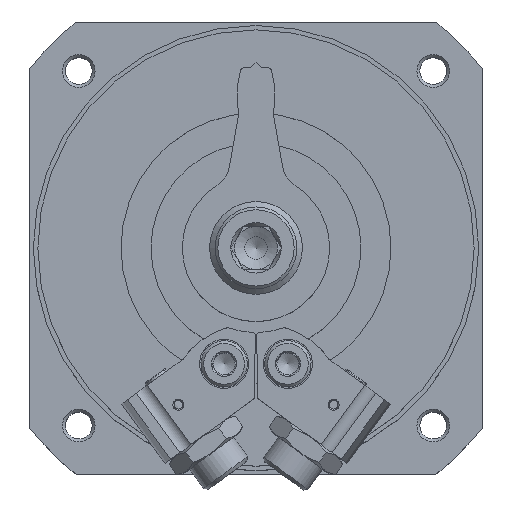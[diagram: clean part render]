
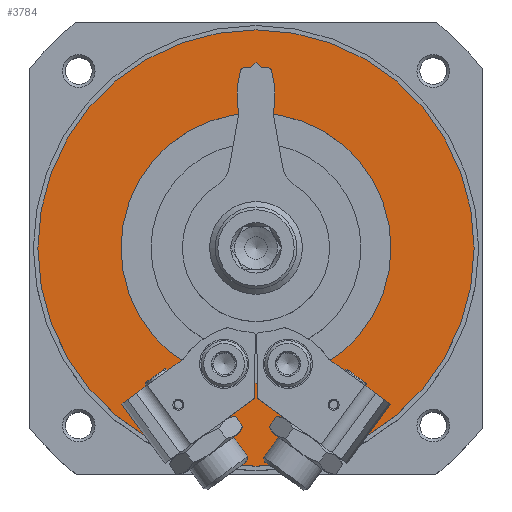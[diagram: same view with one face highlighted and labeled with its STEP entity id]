
A CAD part, top view. The second image highlights one B-rep face of the part: STEP entity #3784.
In plain terms, the highlighted face is planar.
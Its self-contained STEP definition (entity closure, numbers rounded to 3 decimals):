
#178=PLANE('',#4198);
#800=ORIENTED_EDGE('',*,*,#1736,.F.);
#801=ORIENTED_EDGE('',*,*,#1737,.T.);
#1736=EDGE_CURVE('',#2214,#2214,#2579,.T.);
#1737=EDGE_CURVE('',#2215,#2215,#2580,.T.);
#2214=VERTEX_POINT('',#6102);
#2215=VERTEX_POINT('',#6104);
#2579=CIRCLE('',#4199,40.);
#2580=CIRCLE('',#4200,24.75);
#2847=EDGE_LOOP('',(#800));
#2848=EDGE_LOOP('',(#801));
#3276=FACE_BOUND('',#2847,.T.);
#3277=FACE_BOUND('',#2848,.T.);
#3784=ADVANCED_FACE('',(#3276,#3277),#178,.F.);
#4198=AXIS2_PLACEMENT_3D('',#6100,#4813,#4814);
#4199=AXIS2_PLACEMENT_3D('',#6101,#4815,#4816);
#4200=AXIS2_PLACEMENT_3D('',#6103,#4817,#4818);
#4813=DIRECTION('',(1.,0.,0.));
#4814=DIRECTION('',(0.,0.,-1.));
#4815=DIRECTION('',(1.,0.,0.));
#4816=DIRECTION('',(0.,0.,-1.));
#4817=DIRECTION('',(1.,0.,0.));
#4818=DIRECTION('',(0.,0.,-1.));
#6100=CARTESIAN_POINT('',(-44.5,0.,0.));
#6101=CARTESIAN_POINT('',(-44.5,0.,0.));
#6102=CARTESIAN_POINT('',(-44.5,0.,-40.));
#6103=CARTESIAN_POINT('',(-44.5,0.,0.));
#6104=CARTESIAN_POINT('',(-44.5,0.,-24.75));
